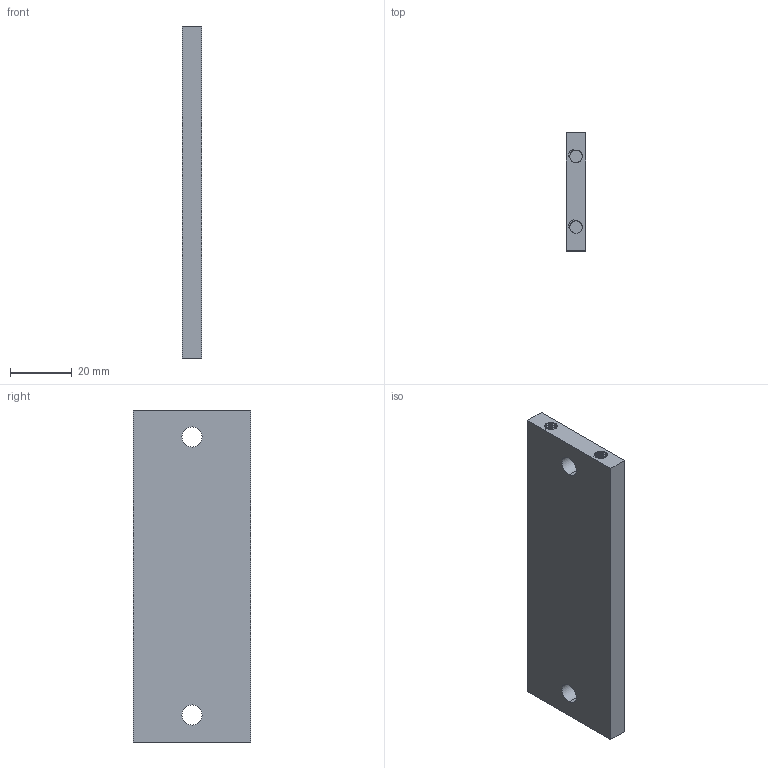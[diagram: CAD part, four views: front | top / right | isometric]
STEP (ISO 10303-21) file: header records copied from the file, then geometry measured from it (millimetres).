
FILE_DESCRIPTION (( 'STEP AP203' ), '1' );
FILE_NAME ('4400-23-P-0404 (2 Piezas) MS.STEP', '2023-02-25T00:58:48', ( '' ), ( '' ), 'SwSTEP 2.0', 'SolidWorks 2022', '' );
FILE_SCHEMA (( 'CONFIG_CONTROL_DESIGN' ));
Length unit declared in the file: millimetre
Products named in the file (1): 4400-23-P-0404 (2 Piezas) MS
Bounding box: 6.35 x 38.1 x 107.38 mm (x, y, z)
Volume: 23981.3 mm3; surface area: 12483.9 mm2
Topology: 1 solids, 1 shells, 300 faces, 854 edges, 560 vertices
Faces by surface type: cylinder 270, plane 18, bspline 12
Entity records: 28503 total; most frequent: CARTESIAN_POINT 22207, ORIENTED_EDGE 1708, DIRECTION 936, EDGE_CURVE 854, VERTEX_POINT 560, AXIS2_PLACEMENT_3D 315, EDGE_LOOP 308, LINE 306
